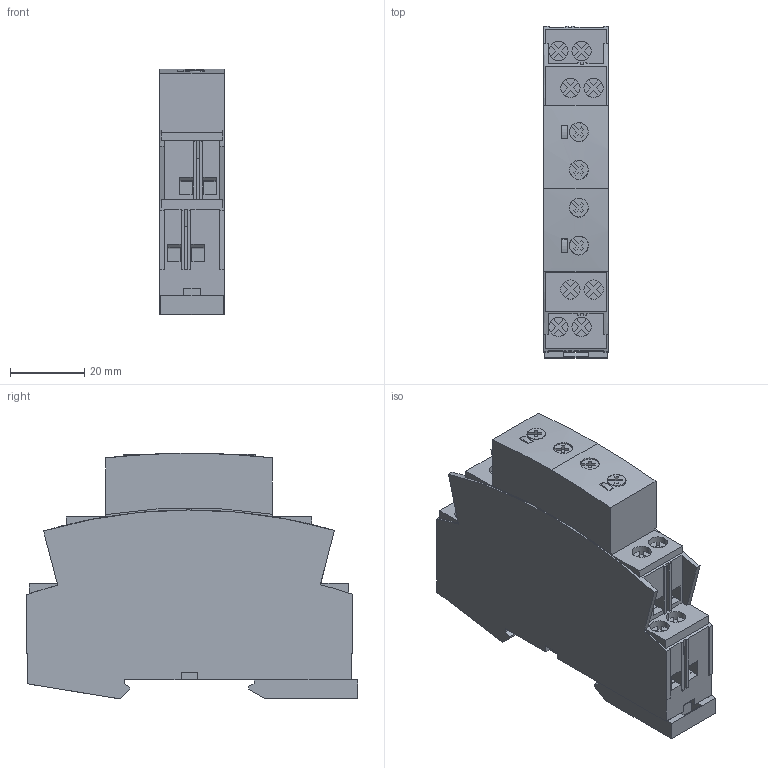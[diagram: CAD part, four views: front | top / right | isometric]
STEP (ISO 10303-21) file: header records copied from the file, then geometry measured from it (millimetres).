
FILE_DESCRIPTION(('Creo Elements/Direct Modeling STEP Export'),'2;1');
FILE_NAME('model.stp','2020-06-03T13:56:57',(''),(''),'Creo Elements/Direct Modeling STEP processor for AP214 (Solid Model)','Creo Elements/Direct Modeling 20.1A 29-Sep-2018 (C) Parametric Technology GmbH','');
FILE_SCHEMA(('AUTOMOTIVE_DESIGN { 1 0 10303 214 1 1 1 1 }'));
Length unit declared in the file: millimetre
Products named in the file (2): EMD_BL_2T_I_400-select
Assembly tree (1 placements, depth 2):
  EMD_BL_2T_I_400-select
    EMD_BL_2T_I_400-select
Bounding box: 17.5 x 89.5 x 66.27 mm (x, y, z)
Volume: 75515.7 mm3; surface area: 17557.1 mm2
Topology: 1 solids, 1 shells, 467 faces, 1313 edges, 874 vertices
Faces by surface type: plane 418, cylinder 45, extrusion 4
Entity records: 19622 total; most frequent: CARTESIAN_POINT 4200, ORIENTED_EDGE 2626, DIRECTION 2142, EDGE_CURVE 1313, VECTOR 1084, LINE 1080, VERTEX_POINT 874, AXIS2_PLACEMENT_3D 529
